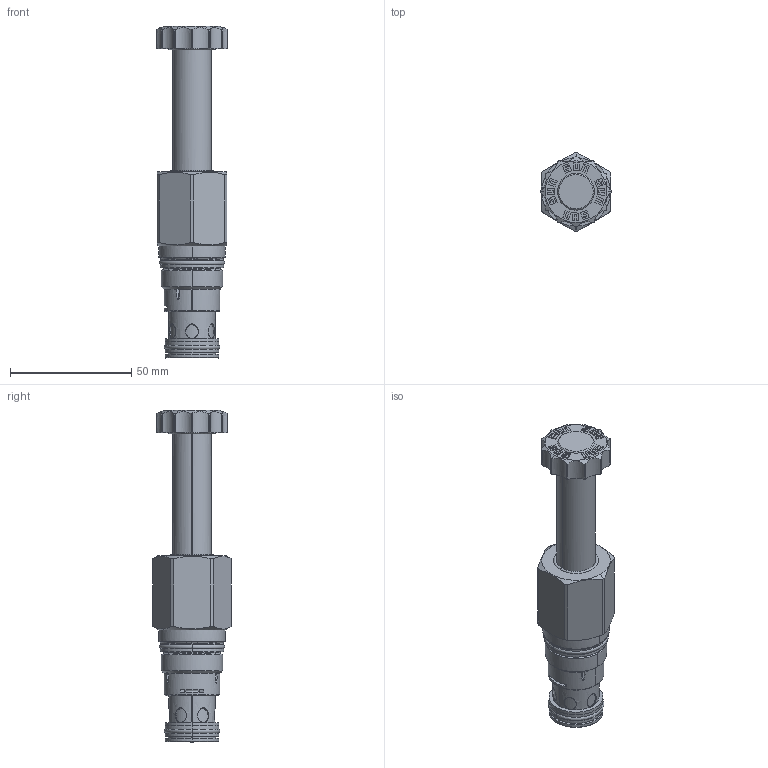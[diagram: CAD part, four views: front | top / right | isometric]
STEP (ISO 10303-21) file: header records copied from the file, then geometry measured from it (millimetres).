
FILE_DESCRIPTION((''),'2;1');
FILE_NAME('DFDIXCN_SW_PRT','2020-06-10T',('charlief'),(''),'PRO/ENGINEER BY PARAMETRIC TECHNOLOGY CORPORATION, 2016010','PRO/ENGINEER BY PARAMETRIC TECHNOLOGY CORPORATION, 2016010','');
FILE_SCHEMA(('CONFIG_CONTROL_DESIGN'));
Products named in the file (1): DFDIXCN_SW_PRT
Bounding box: 29.21 x 32.21 x 136.65 mm (x, y, z)
Surface area: 16818.8 mm2 (no closed solid volume)
Topology: 0 solids, 0 shells, 380 faces, 1928 edges, 1916 vertices
Faces by surface type: bspline 353, torus 27
Entity records: 53024 total; most frequent: CARTESIAN_POINT 36088, DIRECTION 2596, TRIMMED_CURVE 2258, VECTOR 1974, LINE 1974, DEFINITIONAL_REPRESENTATION 1904, PCURVE 1904, COMPOSITE_CURVE_SEGMENT 1904
